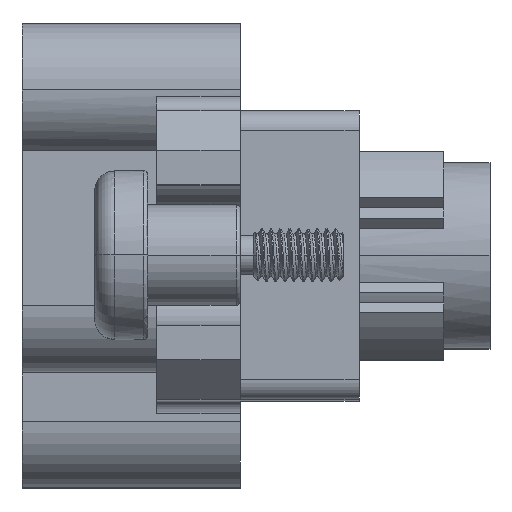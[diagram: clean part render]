
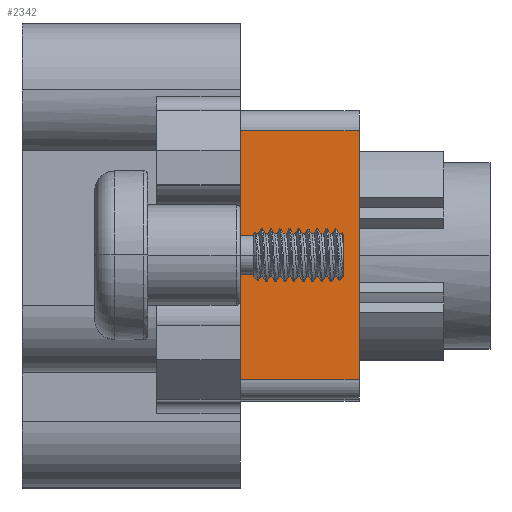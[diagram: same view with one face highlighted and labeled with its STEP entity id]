
A CAD part, top view. The second image highlights one B-rep face of the part: STEP entity #2342.
In plain terms, the highlighted planar face has unit normal (0, 0, 1).
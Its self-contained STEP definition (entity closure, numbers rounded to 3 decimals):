
#134=PLANE('',#9393);
#856=LINE('',#17142,#1540);
#868=LINE('',#17175,#1552);
#931=LINE('',#17357,#1615);
#980=LINE('',#17536,#1664);
#1540=VECTOR('',#10807,1.);
#1552=VECTOR('',#10833,1.);
#1615=VECTOR('',#10978,1.);
#1664=VECTOR('',#11119,1.);
#2342=ADVANCED_FACE('',(#2858),#134,.F.);
#2858=FACE_OUTER_BOUND('',#3340,.T.);
#3340=EDGE_LOOP('',(#4748,#4749,#4750,#4751));
#4748=ORIENTED_EDGE('',*,*,#7895,.F.);
#4749=ORIENTED_EDGE('',*,*,#7706,.F.);
#4750=ORIENTED_EDGE('',*,*,#7688,.F.);
#4751=ORIENTED_EDGE('',*,*,#7801,.F.);
#6736=VERTEX_POINT('',#17139);
#6737=VERTEX_POINT('',#17141);
#6752=VERTEX_POINT('',#17176);
#6829=VERTEX_POINT('',#17356);
#7688=EDGE_CURVE('',#6737,#6736,#856,.T.);
#7706=EDGE_CURVE('',#6736,#6752,#868,.T.);
#7801=EDGE_CURVE('',#6829,#6737,#931,.T.);
#7895=EDGE_CURVE('',#6752,#6829,#980,.T.);
#9393=AXIS2_PLACEMENT_3D('',#17537,#11120,#11121);
#10807=DIRECTION('',(-1.,0.,0.));
#10833=DIRECTION('',(0.,1.,0.));
#10978=DIRECTION('',(0.,-1.,0.));
#11119=DIRECTION('',(1.,0.,0.));
#11120=DIRECTION('',(0.,0.,-1.));
#11121=DIRECTION('',(1.,0.,0.));
#17139=CARTESIAN_POINT('',(16.5,-9.42,32.));
#17141=CARTESIAN_POINT('',(25.5,-9.42,32.));
#17142=CARTESIAN_POINT('',(16.5,-9.42,32.));
#17175=CARTESIAN_POINT('',(16.5,3.29,32.));
#17176=CARTESIAN_POINT('',(16.5,9.42,32.));
#17356=CARTESIAN_POINT('',(25.5,9.42,32.));
#17357=CARTESIAN_POINT('',(25.5,0.,32.));
#17536=CARTESIAN_POINT('',(25.5,9.42,32.));
#17537=CARTESIAN_POINT('',(25.5,-10.92,32.));
